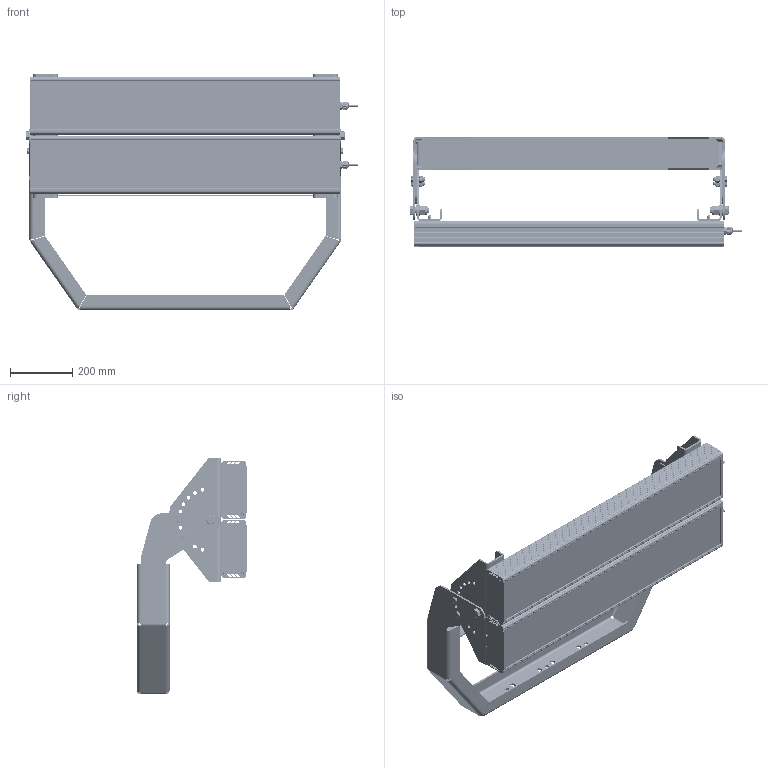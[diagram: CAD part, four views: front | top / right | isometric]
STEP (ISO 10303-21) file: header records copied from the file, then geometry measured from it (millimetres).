
FILE_DESCRIPTION(('STEP AP214'), '1');
FILE_NAME('001.0084.10.000 - ÃÑÓ Ýêñòðà Îïòèê Ì 400 (2õ200)', '2023-12-12T14:56:03', ('Åâãåíèé'), ('ÎÊÁ Ñâîé Ñòèëü'), 'C3D Converter', 'C3D Toolkit', '');
FILE_SCHEMA(('AUTOMOTIVE_DESIGN { 1 0 10303 214 3 1 1}'));
Length unit declared in the file: millimetre
Products named in the file (55): 001.0084.10.000; 001.0054.08.000; 001.0054.04.001.х2; 001.0054.04.001.х2-01; 001.0054.03.100; 001.0054.03.101; 001.0054.01.102; 001.0054.03.103
Assembly tree (104 placements, depth 4):
  001.0084.10.000
    001.0054.08.000
      001.0054.04.001.х2
      001.0054.04.001.х2-01
      (unnamed)  x2
      (unnamed)  x2
      (unnamed)  x2
      (unnamed)  x2
      (unnamed)  x2
      (unnamed)  x2
      001.0054.03.100
        001.0054.03.101
        001.0054.01.102
        001.0054.01.102
        001.0054.03.103
      (unnamed)
      (unnamed)  x2
      (unnamed)
      (unnamed)
      (unnamed)
      (unnamed)
      (unnamed)
      (unnamed)
      (unnamed)
      (unnamed)
      (unnamed)
      (unnamed)
      (unnamed)  x2
      (unnamed)
      (unnamed)
      (unnamed)
      (unnamed)
      (unnamed)
    (unnamed)  x2
      (unnamed)
      (unnamed)
      (unnamed)
      (unnamed)
      (unnamed)
      (unnamed)
      (unnamed)
      (unnamed)
      (unnamed)
        (unnamed)
      (unnamed)
        (unnamed)
        (unnamed)
        (unnamed)  x13
        (unnamed)
        (unnamed)
        (unnamed)
        (unnamed)
        (unnamed)
        (unnamed)
        (unnamed)
Bounding box: 1069.43 x 356.1 x 762.69 mm (x, y, z)
Volume: 10460948.2 mm3; surface area: 6240571.8 mm2
Topology: 1398 solids, 1398 shells, 18949 faces, 42899 edges, 28638 vertices
Faces by surface type: plane 13512, cylinder 4379, bspline 666, cone 314, sphere 40, torus 38
Full cylindrical faces by diameter (mm): 1 x40, 2 x80, 2.5 x160, 2.8 x1000, 3.2 x40, 3.5 x240, 4 x24, 4.917 x4, 6 x4, 6.4 x4, 6.75 x4, 8 x24, 9 x520, 10 x4, 10.106 x4, 11 x4, 12 x40, 12.5 x2, 13 x8, 14 x3, 16 x2, 17.294 x2, 18 x4, 18.5 x6, 20 x8, 21 x4, 21.6 x2, 22 x4, 23.5 x2, 30 x2
Entity records: 138294 total; most frequent: CARTESIAN_POINT 60763, DIRECTION 12152, ORIENTED_EDGE 11476, EDGE_CURVE 5738, AXIS2_PLACEMENT_3D 4422, VERTEX_POINT 3920, LINE 3308, VECTOR 3308
